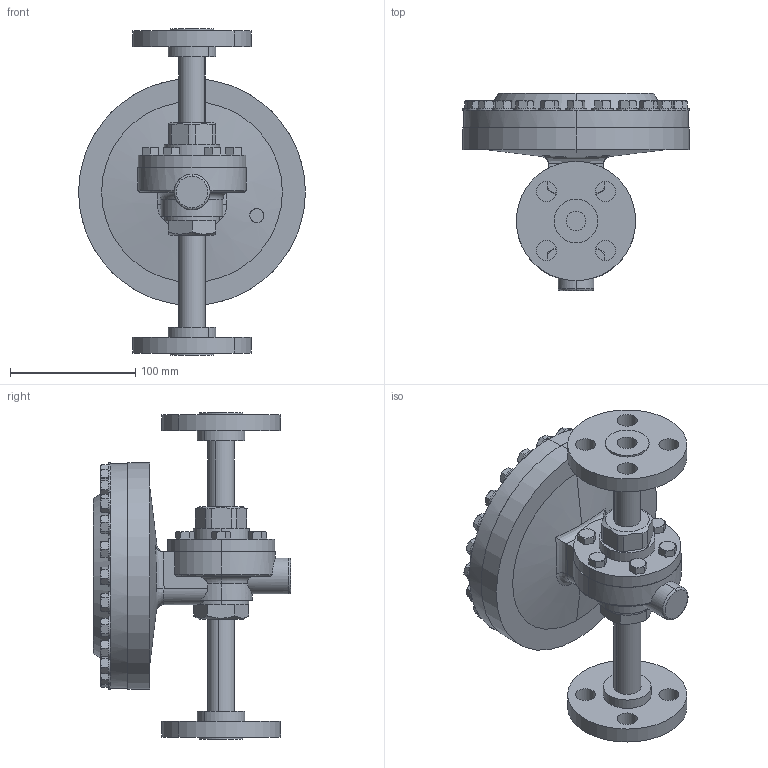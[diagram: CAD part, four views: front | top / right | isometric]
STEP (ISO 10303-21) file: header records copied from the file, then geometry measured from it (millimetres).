
FILE_DESCRIPTION (( 'STEP AP203' ), '1' );
FILE_NAME ('56-050-CS+S6-F3.step', '2017-10-04T15:16:38', ( '' ), ( '' ), 'SwSTEP 2.0', 'SolidWorks 2014', '' );
FILE_SCHEMA (( 'CONFIG_CONTROL_DESIGN' ));
Length unit declared in the file: inch
Products named in the file (1): 56-050-CS+S6-F3
Bounding box: 181.1 x 157.31 x 260.35 mm (x, y, z)
Volume: 1598384 mm3; surface area: 162140.2 mm2
Topology: 3 solids, 3 shells, 634 faces, 1496 edges, 914 vertices
Faces by surface type: plane 309, cone 194, cylinder 117, torus 8, bspline 6
Entity records: 20344 total; most frequent: CARTESIAN_POINT 6094, ORIENTED_EDGE 2992, DIRECTION 2890, EDGE_CURVE 1496, AXIS2_PLACEMENT_3D 1177, VERTEX_POINT 914, EDGE_LOOP 700, FACE_OUTER_BOUND 634
